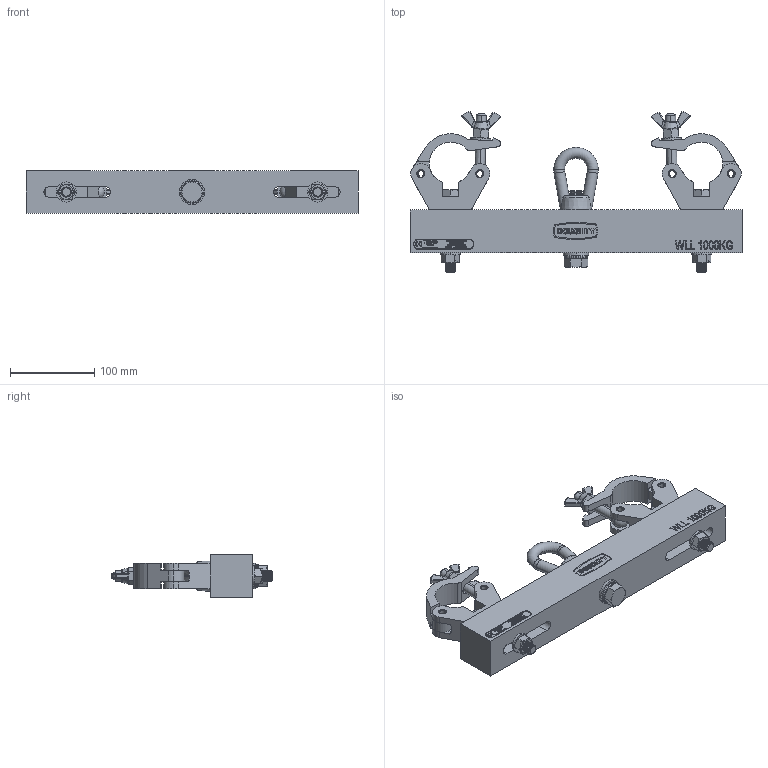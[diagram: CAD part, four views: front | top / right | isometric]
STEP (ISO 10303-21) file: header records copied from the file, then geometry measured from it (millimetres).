
FILE_DESCRIPTION (( 'STEP AP203' ), '1' );
FILE_NAME ('T55780.STEP', '2018-08-02T11:36:31', ( '' ), ( '' ), 'SwSTEP 2.0', 'SolidWorks 2016', '' );
FILE_SCHEMA (( 'CONFIG_CONTROL_DESIGN' ));
Length unit declared in the file: millimetre
Products named in the file (20): T57001_T57001 T PLATE; TH157_NO ENGRAVING; Hex Nut Style 1 GradeAB_Doughty Fastners_Hexagon Nut ISO - 4032 - M12 - D - S; S3284; T78000; T55780; TH2001_TH2001 - 30MM WIDE; TH2361_TH2361; T55780_Label; A Washer_Bright washer BS 4320 - M12 (Form A); Hex Bolt_ISO 4016 - M12 x 90 x 30-WS; Binx Nut_M12 BZP; Hex Bolt_ISO 4016 - M16 x 80 x 38-WS; TH156_TH650; Single Coil Rectangular Section Spring Washer_Doughty Fastners_Rectangular section spring washer BS 4464 - 16 (Type B); A Washer_Bright washer BS 4320 - M16 (Form A); F791; F883_DIN 315-M12-GT-C-N; TH566; TH2000_TH2000 - 30MM WIDE
Assembly tree (25 placements, depth 4):
  T55780
    TH2361_TH2361
    T57001_T57001 T PLATE  x2
      TH156_TH650
        TH2000_TH2000 - 30MM WIDE
      TH157_NO ENGRAVING
        TH2001_TH2001 - 30MM WIDE
      T78000
        TH566
        A Washer_Bright washer BS 4320 - M12 (Form A)
        Hex Nut Style 1 GradeAB_Doughty Fastners_Hexagon Nut ISO - 4032 - M12 - D - S
        F883_DIN 315-M12-GT-C-N
      F791
    Hex Bolt_ISO 4016 - M12 x 90 x 30-WS  x2
    A Washer_Bright washer BS 4320 - M12 (Form A)  x2
    Binx Nut_M12 BZP  x2
    S3284
    A Washer_Bright washer BS 4320 - M16 (Form A)
    Single Coil Rectangular Section Spring Washer_Doughty Fastners_Rectangular section spring washer BS 4464 - 16 (Type B)
    Hex Bolt_ISO 4016 - M16 x 80 x 38-WS
    T55780_Label
Bounding box: 395 x 190.87 x 50.8 mm (x, y, z)
Volume: 1232781.4 mm3; surface area: 215142.9 mm2
Topology: 28 solids, 28 shells, 2749 faces, 7181 edges, 4633 vertices
Faces by surface type: plane 1481, bspline 457, cone 375, cylinder 363, torus 51, sphere 22
Entity records: 100318 total; most frequent: CARTESIAN_POINT 43774, ORIENTED_EDGE 12108, DIRECTION 9624, EDGE_CURVE 6054, VECTOR 4246, LINE 4246, VERTEX_POINT 3955, AXIS2_PLACEMENT_3D 2689
